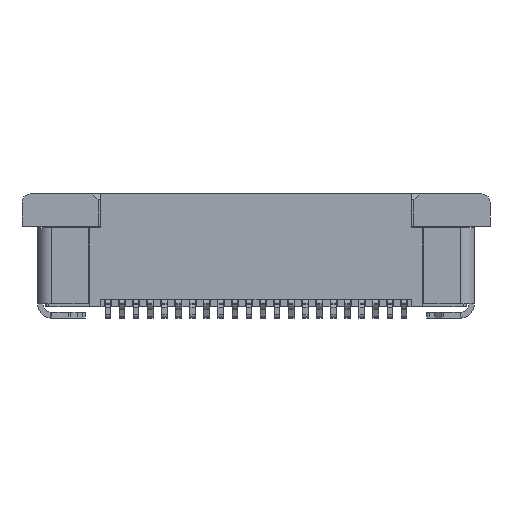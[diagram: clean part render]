
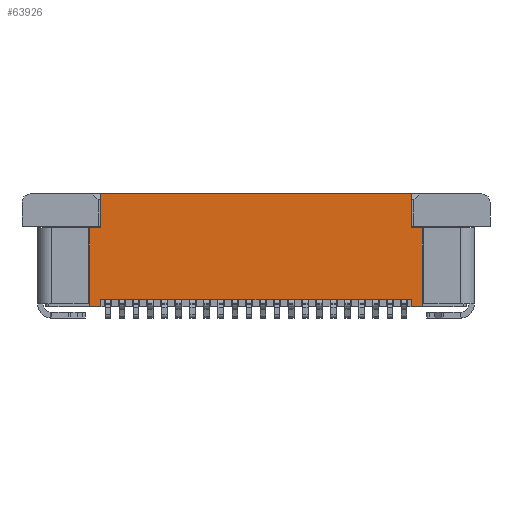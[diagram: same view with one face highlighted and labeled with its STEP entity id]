
A CAD part, front view. The second image highlights one B-rep face of the part: STEP entity #63926.
In plain terms, the highlighted planar face has unit normal (0, -1, 0).
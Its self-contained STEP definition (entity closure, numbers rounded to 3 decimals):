
#67 = LINE ( 'NONE', #59946, #70479 ) ;
#299 = EDGE_CURVE ( 'NONE', #10401, #47404, #66020, .T. ) ;
#699 = LINE ( 'NONE', #13643, #24557 ) ;
#1326 = VECTOR ( 'NONE', #74422, 1000. ) ;
#1365 = VERTEX_POINT ( 'NONE', #17905 ) ;
#2718 = EDGE_CURVE ( 'NONE', #40848, #47404, #67, .T. ) ;
#4208 = EDGE_LOOP ( 'NONE', ( #35308, #76297, #55432, #44881, #20170, #10079, #57332, #31515, #43177, #65115, #19431, #40025 ) ) ;
#5669 = EDGE_CURVE ( 'NONE', #34722, #57576, #49971, .T. ) ;
#6360 = DIRECTION ( 'NONE',  ( 0., 0., 1. ) ) ;
#9483 = EDGE_CURVE ( 'NONE', #32514, #70095, #699, .T. ) ;
#10014 = VERTEX_POINT ( 'NONE', #66376 ) ;
#10079 = ORIENTED_EDGE ( 'NONE', *, *, #23398, .F. ) ;
#10401 = VERTEX_POINT ( 'NONE', #17077 ) ;
#11200 = CARTESIAN_POINT ( 'NONE',  ( -5.9, -1.02, 0.4 ) ) ;
#12087 = CARTESIAN_POINT ( 'NONE',  ( -5.5, -1.02, 0.65 ) ) ;
#13426 = VECTOR ( 'NONE', #59346, 1000. ) ;
#13643 = CARTESIAN_POINT ( 'NONE',  ( -7.75, -1.02, 0.4 ) ) ;
#14410 = VERTEX_POINT ( 'NONE', #65401 ) ;
#15536 = CARTESIAN_POINT ( 'NONE',  ( -5.5, -1.02, 0.4 ) ) ;
#16267 = CARTESIAN_POINT ( 'NONE',  ( 5.9, -1.02, 0.4 ) ) ;
#16711 = CARTESIAN_POINT ( 'NONE',  ( -5.5, -1.02, 0. ) ) ;
#16947 = DIRECTION ( 'NONE',  ( 1., 0., 0. ) ) ;
#17077 = CARTESIAN_POINT ( 'NONE',  ( -5.5, -1.02, 0.65 ) ) ;
#17905 = CARTESIAN_POINT ( 'NONE',  ( 5.5, -1.02, 4.4 ) ) ;
#17956 = EDGE_CURVE ( 'NONE', #70095, #10401, #33763, .T. ) ;
#17993 = CARTESIAN_POINT ( 'NONE',  ( -5.5, -1.02, 4.4 ) ) ;
#18040 = CARTESIAN_POINT ( 'NONE',  ( 5.5, -1.02, 0.4 ) ) ;
#18103 = VECTOR ( 'NONE', #16947, 1000. ) ;
#18958 = VECTOR ( 'NONE', #34724, 1000. ) ;
#19431 = ORIENTED_EDGE ( 'NONE', *, *, #56361, .T. ) ;
#20170 = ORIENTED_EDGE ( 'NONE', *, *, #2718, .F. ) ;
#20636 = CARTESIAN_POINT ( 'NONE',  ( 5.9, -1.02, 5.954 ) ) ;
#21447 = CARTESIAN_POINT ( 'NONE',  ( -7.75, -1.02, 3.2 ) ) ;
#22416 = VECTOR ( 'NONE', #40748, 1000. ) ;
#22619 = CARTESIAN_POINT ( 'NONE',  ( 5.5, -1.02, 3.2 ) ) ;
#23398 = EDGE_CURVE ( 'NONE', #57576, #40848, #47016, .T. ) ;
#23566 = VERTEX_POINT ( 'NONE', #22619 ) ;
#24557 = VECTOR ( 'NONE', #37504, 1000. ) ;
#28999 = EDGE_CURVE ( 'NONE', #14410, #32514, #35577, .T. ) ;
#29452 = VERTEX_POINT ( 'NONE', #73479 ) ;
#31515 = ORIENTED_EDGE ( 'NONE', *, *, #58811, .T. ) ;
#31528 = CARTESIAN_POINT ( 'NONE',  ( 5.5, -1.02, 0. ) ) ;
#32040 = VECTOR ( 'NONE', #41877, 1000. ) ;
#32514 = VERTEX_POINT ( 'NONE', #11200 ) ;
#33763 = LINE ( 'NONE', #69689, #37395 ) ;
#33898 = DIRECTION ( 'NONE',  ( 0., 0., -1. ) ) ;
#34722 = VERTEX_POINT ( 'NONE', #57090 ) ;
#34724 = DIRECTION ( 'NONE',  ( -1., 0., 0. ) ) ;
#34889 = CARTESIAN_POINT ( 'NONE',  ( 7.75, -1.02, 0.4 ) ) ;
#35266 = DIRECTION ( 'NONE',  ( -1., 0., 0. ) ) ;
#35284 = CARTESIAN_POINT ( 'NONE',  ( -7.75, -1.02, 3.2 ) ) ;
#35308 = ORIENTED_EDGE ( 'NONE', *, *, #28999, .T. ) ;
#35331 = VECTOR ( 'NONE', #35266, 1000. ) ;
#35577 = LINE ( 'NONE', #71113, #22416 ) ;
#37395 = VECTOR ( 'NONE', #44759, 1000. ) ;
#37504 = DIRECTION ( 'NONE',  ( 1., 0., 0. ) ) ;
#37589 = CARTESIAN_POINT ( 'NONE',  ( 5.5, -1.02, 0.65 ) ) ;
#37859 = PLANE ( 'NONE',  #55740 ) ;
#39168 = EDGE_CURVE ( 'NONE', #14410, #10014, #70442, .T. ) ;
#40025 = ORIENTED_EDGE ( 'NONE', *, *, #39168, .F. ) ;
#40748 = DIRECTION ( 'NONE',  ( 0., 0., -1. ) ) ;
#40848 = VERTEX_POINT ( 'NONE', #18040 ) ;
#41877 = DIRECTION ( 'NONE',  ( 1., 0., 0. ) ) ;
#43177 = ORIENTED_EDGE ( 'NONE', *, *, #44506, .F. ) ;
#44146 = DIRECTION ( 'NONE',  ( 0., 0., -1. ) ) ;
#44506 = EDGE_CURVE ( 'NONE', #1365, #23566, #50662, .T. ) ;
#44759 = DIRECTION ( 'NONE',  ( 0., 0., 1. ) ) ;
#44881 = ORIENTED_EDGE ( 'NONE', *, *, #299, .T. ) ;
#45331 = DIRECTION ( 'NONE',  ( 0., 1., 0. ) ) ;
#47016 = LINE ( 'NONE', #34889, #35331 ) ;
#47404 = VERTEX_POINT ( 'NONE', #37589 ) ;
#49971 = LINE ( 'NONE', #20636, #71296 ) ;
#50662 = LINE ( 'NONE', #31528, #1326 ) ;
#55432 = ORIENTED_EDGE ( 'NONE', *, *, #17956, .T. ) ;
#55740 = AXIS2_PLACEMENT_3D ( 'NONE', #21447, #45331, #73764 ) ;
#56361 = EDGE_CURVE ( 'NONE', #29452, #10014, #74878, .T. ) ;
#57090 = CARTESIAN_POINT ( 'NONE',  ( 5.9, -1.02, 3.2 ) ) ;
#57332 = ORIENTED_EDGE ( 'NONE', *, *, #5669, .F. ) ;
#57576 = VERTEX_POINT ( 'NONE', #16267 ) ;
#58143 = LINE ( 'NONE', #76500, #18958 ) ;
#58811 = EDGE_CURVE ( 'NONE', #34722, #23566, #58143, .T. ) ;
#59346 = DIRECTION ( 'NONE',  ( 1., 0., 0. ) ) ;
#59946 = CARTESIAN_POINT ( 'NONE',  ( 5.5, -1.02, 3.2 ) ) ;
#61694 = FACE_OUTER_BOUND ( 'NONE', #4208, .T. ) ;
#63828 = EDGE_CURVE ( 'NONE', #29452, #1365, #71456, .T. ) ;
#63926 = ADVANCED_FACE ( 'NONE', ( #61694 ), #37859, .F. ) ;
#65115 = ORIENTED_EDGE ( 'NONE', *, *, #63828, .F. ) ;
#65401 = CARTESIAN_POINT ( 'NONE',  ( -5.9, -1.02, 3.2 ) ) ;
#65963 = VECTOR ( 'NONE', #33898, 1000. ) ;
#66020 = LINE ( 'NONE', #12087, #13426 ) ;
#66376 = CARTESIAN_POINT ( 'NONE',  ( -5.5, -1.02, 3.2 ) ) ;
#69689 = CARTESIAN_POINT ( 'NONE',  ( -5.5, -1.02, 3.2 ) ) ;
#70095 = VERTEX_POINT ( 'NONE', #15536 ) ;
#70442 = LINE ( 'NONE', #35284, #18103 ) ;
#70479 = VECTOR ( 'NONE', #6360, 1000. ) ;
#71113 = CARTESIAN_POINT ( 'NONE',  ( -5.9, -1.02, 5.954 ) ) ;
#71296 = VECTOR ( 'NONE', #44146, 1000. ) ;
#71456 = LINE ( 'NONE', #17993, #32040 ) ;
#73479 = CARTESIAN_POINT ( 'NONE',  ( -5.5, -1.02, 4.4 ) ) ;
#73764 = DIRECTION ( 'NONE',  ( -1., 0., 0. ) ) ;
#74422 = DIRECTION ( 'NONE',  ( 0., 0., -1. ) ) ;
#74878 = LINE ( 'NONE', #16711, #65963 ) ;
#76297 = ORIENTED_EDGE ( 'NONE', *, *, #9483, .T. ) ;
#76500 = CARTESIAN_POINT ( 'NONE',  ( 7.75, -1.02, 3.2 ) ) ;
